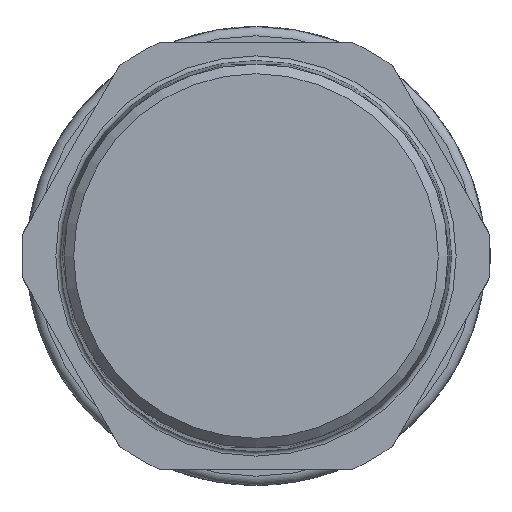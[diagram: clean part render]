
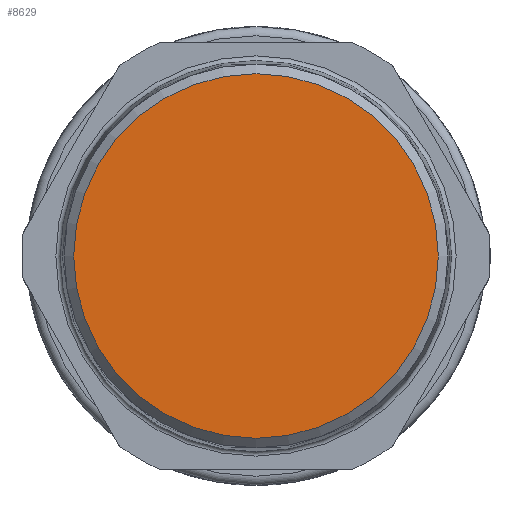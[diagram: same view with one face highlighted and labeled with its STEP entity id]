
A CAD part, left-side view. The second image highlights one B-rep face of the part: STEP entity #8629.
In plain terms, the highlighted planar face has unit normal (-1, 0, 0).
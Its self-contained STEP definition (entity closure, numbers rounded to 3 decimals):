
#1803=FACE_OUTER_BOUND('',#2240,.T.);
#2240=EDGE_LOOP('',(#7580));
#2813=CIRCLE('',#9634,19.659);
#3714=VERTEX_POINT('',#18447);
#5012=EDGE_CURVE('',#3714,#3714,#2813,.T.);
#7580=ORIENTED_EDGE('',*,*,#5012,.F.);
#7798=PLANE('',#9633);
#8629=ADVANCED_FACE('',(#1803),#7798,.T.);
#9633=AXIS2_PLACEMENT_3D('',#18446,#11862,#11863);
#9634=AXIS2_PLACEMENT_3D('',#18448,#11864,#11865);
#11862=DIRECTION('center_axis',(-1.,0.,0.));
#11863=DIRECTION('ref_axis',(0.,0.,1.));
#11864=DIRECTION('center_axis',(1.,0.,0.));
#11865=DIRECTION('ref_axis',(0.,-1.,0.));
#18446=CARTESIAN_POINT('Origin',(-25.735,20.659,0.));
#18447=CARTESIAN_POINT('',(-25.735,19.659,0.));
#18448=CARTESIAN_POINT('Origin',(-25.735,0.,0.));
